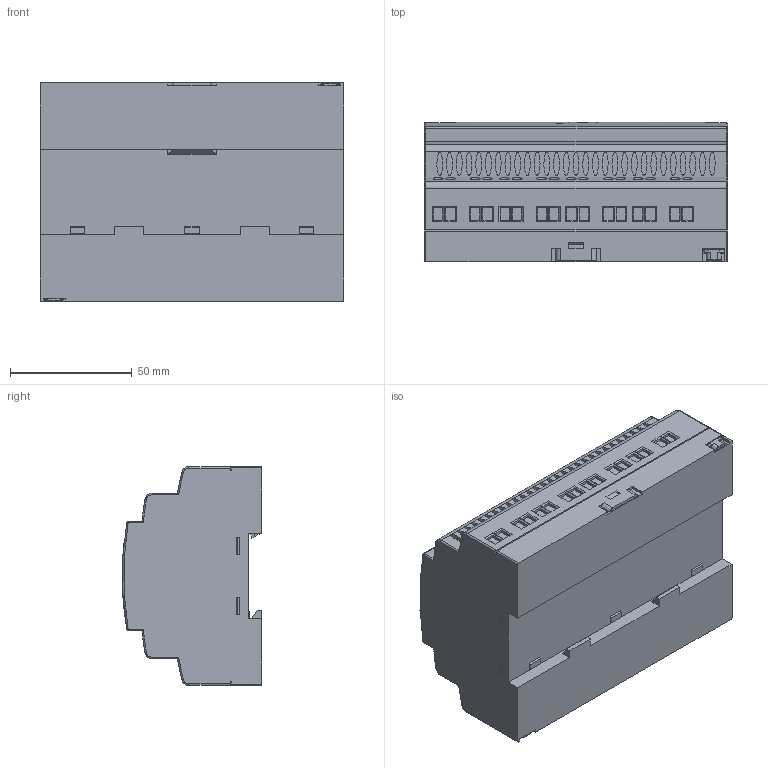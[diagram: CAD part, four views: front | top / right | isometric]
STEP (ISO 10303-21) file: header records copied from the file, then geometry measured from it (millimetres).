
FILE_DESCRIPTION((''),'2;1');
FILE_NAME('_CB20_SW0001','2011-12-08T',('LPADBY2'),('CROUZET-AUTOMATISMES'),'PRO/ENGINEER BY PARAMETRIC TECHNOLOGY CORPORATION, 2009090','PRO/ENGINEER BY PARAMETRIC TECHNOLOGY CORPORATION, 2009090','');
FILE_SCHEMA(('CONFIG_CONTROL_DESIGN'));
Length unit declared in the file: millimetre
Products named in the file (1): _CB20_SW0001
Bounding box: 125 x 57.4 x 90 mm (x, y, z)
Volume: 521176.1 mm3; surface area: 49061.8 mm2
Topology: 1 solids, 1 shells, 794 faces, 1795 edges, 1133 vertices
Faces by surface type: plane 494, cylinder 147, extrusion 116, torus 27, bspline 9, sphere 1
Entity records: 28555 total; most frequent: CARTESIAN_POINT 11167, ORIENTED_EDGE 3588, DIRECTION 3203, EDGE_CURVE 1794, VECTOR 1367, LINE 1251, VERTEX_POINT 1133, EDGE_LOOP 925
